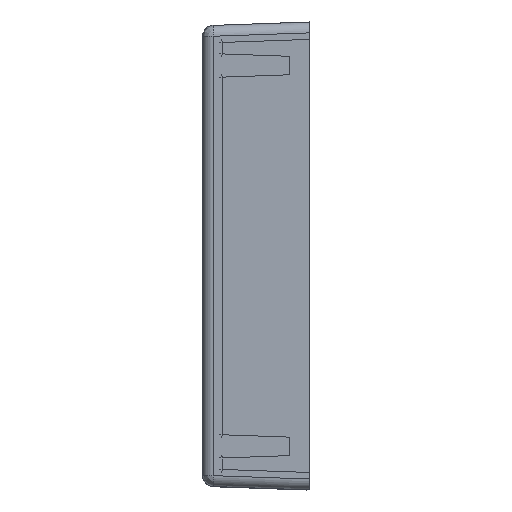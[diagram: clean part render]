
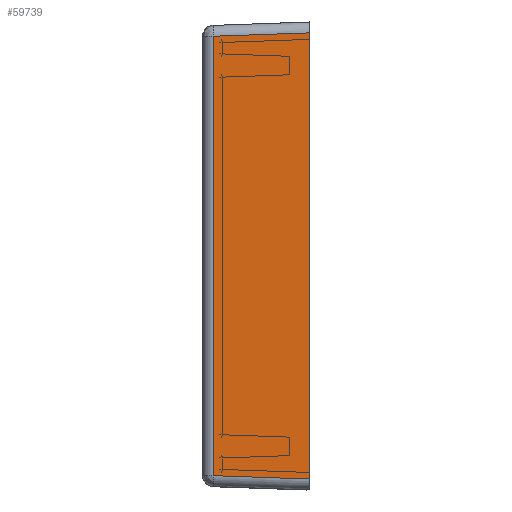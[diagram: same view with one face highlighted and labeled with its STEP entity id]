
A CAD part, left-side view. The second image highlights one B-rep face of the part: STEP entity #59739.
In plain terms, the highlighted face is planar.
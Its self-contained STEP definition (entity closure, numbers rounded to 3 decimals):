
#216 = ORIENTED_EDGE ( 'NONE', *, *, #44787, .F. ) ;
#419 = CARTESIAN_POINT ( 'NONE',  ( -144.442, -20.193, 3.035 ) ) ;
#3924 = VERTEX_POINT ( 'NONE', #33927 ) ;
#5102 = CARTESIAN_POINT ( 'NONE',  ( -144.75, 15.857, -5.8 ) ) ;
#7104 = DIRECTION ( 'NONE',  ( 0.035, -0.035, 0.999 ) ) ;
#8376 = VERTEX_POINT ( 'NONE', #86136 ) ;
#9976 = PLANE ( 'NONE',  #74966 ) ;
#11793 = LINE ( 'NONE', #26078, #82721 ) ;
#13389 = LINE ( 'NONE', #109503, #56253 ) ;
#17545 = DIRECTION ( 'NONE',  ( -0.035, -0.035, -0.999 ) ) ;
#18514 = DIRECTION ( 'NONE',  ( -0.035, 0., -0.999 ) ) ;
#21385 = EDGE_LOOP ( 'NONE', ( #33119, #80477, #216, #41427 ) ) ;
#24942 = EDGE_CURVE ( 'NONE', #3924, #86095, #11793, .T. ) ;
#26078 = CARTESIAN_POINT ( 'NONE',  ( -144.442, 15.857, 3.035 ) ) ;
#28821 = CARTESIAN_POINT ( 'NONE',  ( -144.442, -20.193, 3.035 ) ) ;
#30727 = EDGE_CURVE ( 'NONE', #86095, #8376, #87632, .T. ) ;
#33119 = ORIENTED_EDGE ( 'NONE', *, *, #24942, .F. ) ;
#33927 = CARTESIAN_POINT ( 'NONE',  ( -144.442, 20.193, 3.035 ) ) ;
#41427 = ORIENTED_EDGE ( 'NONE', *, *, #30727, .F. ) ;
#42506 = FACE_OUTER_BOUND ( 'NONE', #21385, .T. ) ;
#44034 = CARTESIAN_POINT ( 'NONE',  ( -144.75, 15.857, -5.79 ) ) ;
#44787 = EDGE_CURVE ( 'NONE', #8376, #52066, #93997, .T. ) ;
#45878 = VECTOR ( 'NONE', #56351, 1000. ) ;
#52066 = VERTEX_POINT ( 'NONE', #107288 ) ;
#56253 = VECTOR ( 'NONE', #7104, 1000. ) ;
#56351 = DIRECTION ( 'NONE',  ( 0., 1., 0. ) ) ;
#59739 = ADVANCED_FACE ( 'NONE', ( #42506 ), #9976, .F. ) ;
#69759 = DIRECTION ( 'NONE',  ( 0.999, 0., -0.035 ) ) ;
#74966 = AXIS2_PLACEMENT_3D ( 'NONE', #44034, #69759, #18514 ) ;
#80477 = ORIENTED_EDGE ( 'NONE', *, *, #94712, .F. ) ;
#82721 = VECTOR ( 'NONE', #85856, 1000. ) ;
#85856 = DIRECTION ( 'NONE',  ( 0., -1., 0. ) ) ;
#86095 = VERTEX_POINT ( 'NONE', #28821 ) ;
#86136 = CARTESIAN_POINT ( 'NONE',  ( -144.75, -20.501, -5.8 ) ) ;
#87632 = LINE ( 'NONE', #419, #107752 ) ;
#93997 = LINE ( 'NONE', #5102, #45878 ) ;
#94712 = EDGE_CURVE ( 'NONE', #52066, #3924, #13389, .T. ) ;
#107288 = CARTESIAN_POINT ( 'NONE',  ( -144.75, 20.501, -5.8 ) ) ;
#107752 = VECTOR ( 'NONE', #17545, 1000. ) ;
#109503 = CARTESIAN_POINT ( 'NONE',  ( -144.75, 20.501, -5.8 ) ) ;
